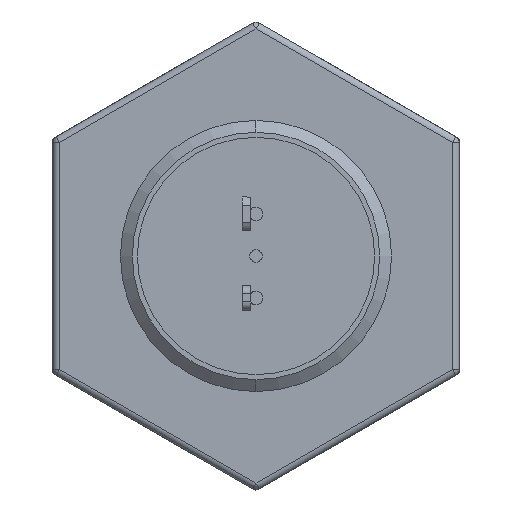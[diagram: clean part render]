
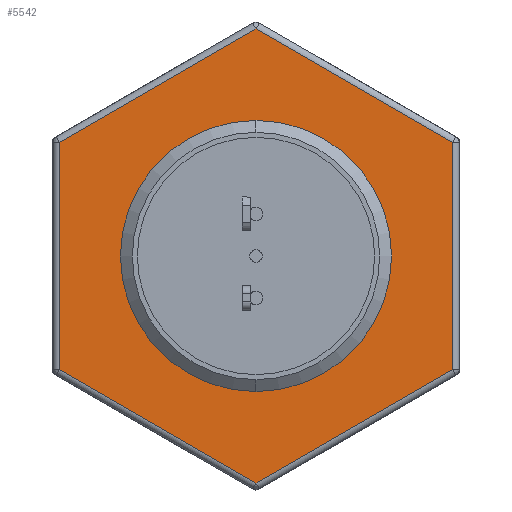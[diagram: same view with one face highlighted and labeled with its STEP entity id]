
A CAD part, front view. The second image highlights one B-rep face of the part: STEP entity #5542.
In plain terms, the highlighted planar face has unit normal (0, -1, 0).
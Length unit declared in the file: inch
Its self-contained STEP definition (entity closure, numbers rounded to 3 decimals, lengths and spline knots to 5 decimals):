
#82 = AXIS2_PLACEMENT_3D ( 'NONE', #3949, #3957, #3958 ) ;
#1267 = EDGE_CURVE ( 'NONE', #6865, #6870, #2747, .T. ) ;
#1268 = EDGE_CURVE ( 'NONE', #2050, #2056, #2749, .T. ) ;
#1269 = EDGE_CURVE ( 'NONE', #2057, #2050, #2751, .T. ) ;
#1270 = EDGE_CURVE ( 'NONE', #2054, #2057, #2754, .T. ) ;
#1271 = EDGE_CURVE ( 'NONE', #2055, #2054, #2756, .T. ) ;
#1272 = EDGE_CURVE ( 'NONE', #2044, #2055, #2758, .T. ) ;
#1273 = EDGE_CURVE ( 'NONE', #2056, #2044, #2760, .T. ) ;
#1438 = EDGE_CURVE ( 'NONE', #6870, #6865, #2978, .T. ) ;
#2044 = VERTEX_POINT ( 'NONE', #8375 ) ;
#2050 = VERTEX_POINT ( 'NONE', #8285 ) ;
#2054 = VERTEX_POINT ( 'NONE', #8010 ) ;
#2055 = VERTEX_POINT ( 'NONE', #8009 ) ;
#2056 = VERTEX_POINT ( 'NONE', #8008 ) ;
#2057 = VERTEX_POINT ( 'NONE', #8548 ) ;
#2747 = CIRCLE ( 'NONE', #5711, 0.48088 ) ;
#2749 = LINE ( 'NONE', #4349, #2753 ) ;
#2751 = LINE ( 'NONE', #4351, #2755 ) ;
#2753 = VECTOR ( 'NONE', #4368, 39.37008 ) ;
#2754 = LINE ( 'NONE', #4344, #2757 ) ;
#2755 = VECTOR ( 'NONE', #4345, 39.37008 ) ;
#2756 = LINE ( 'NONE', #4341, #2759 ) ;
#2757 = VECTOR ( 'NONE', #4342, 39.37008 ) ;
#2758 = LINE ( 'NONE', #4338, #2761 ) ;
#2759 = VECTOR ( 'NONE', #4340, 39.37008 ) ;
#2760 = LINE ( 'NONE', #4336, #2763 ) ;
#2761 = VECTOR ( 'NONE', #4337, 39.37008 ) ;
#2763 = VECTOR ( 'NONE', #4335, 39.37008 ) ;
#2978 = CIRCLE ( 'NONE', #5784, 0.48088 ) ;
#3949 = CARTESIAN_POINT ( 'NONE',  ( -0.75, -2.097, 1.29904 ) ) ;
#3954 = PLANE ( 'NONE',  #82 ) ;
#3957 = DIRECTION ( 'NONE',  ( 0., -1., 0. ) ) ;
#3958 = DIRECTION ( 'NONE',  ( 0., 0., -1. ) ) ;
#4335 = DIRECTION ( 'NONE',  ( -0.866, 0., -0.5 ) ) ;
#4336 = CARTESIAN_POINT ( 'NONE',  ( 0., -2.097, 0.83716 ) ) ;
#4337 = DIRECTION ( 'NONE',  ( 0., 0., -1. ) ) ;
#4338 = CARTESIAN_POINT ( 'NONE',  ( -0.725, -2.097, 1.29904 ) ) ;
#4340 = DIRECTION ( 'NONE',  ( 0.866, 0., -0.5 ) ) ;
#4341 = CARTESIAN_POINT ( 'NONE',  ( -0.725, -2.097, -0.41858 ) ) ;
#4342 = DIRECTION ( 'NONE',  ( 0.866, 0., 0.5 ) ) ;
#4344 = CARTESIAN_POINT ( 'NONE',  ( 0., -2.097, -0.83716 ) ) ;
#4345 = DIRECTION ( 'NONE',  ( 0., 0., 1. ) ) ;
#4346 = DIRECTION ( 'NONE',  ( 0., 0., -1. ) ) ;
#4347 = DIRECTION ( 'NONE',  ( 0., -1., 0. ) ) ;
#4348 = CARTESIAN_POINT ( 'NONE',  ( 0., -2.097, 0. ) ) ;
#4349 = CARTESIAN_POINT ( 'NONE',  ( 0.725, -2.097, 0.41858 ) ) ;
#4351 = CARTESIAN_POINT ( 'NONE',  ( 0.725, -2.097, 1.29904 ) ) ;
#4368 = DIRECTION ( 'NONE',  ( -0.866, 0., 0.5 ) ) ;
#4982 = CARTESIAN_POINT ( 'NONE',  ( 0., -2.097, 0.48088 ) ) ;
#4987 = CARTESIAN_POINT ( 'NONE',  ( 0., -2.097, -0.48088 ) ) ;
#5542 = ADVANCED_FACE ( 'NONE', ( #6224, #6227 ), #3954, .T. ) ;
#5711 = AXIS2_PLACEMENT_3D ( 'NONE', #4348, #4347, #4346 ) ;
#5784 = AXIS2_PLACEMENT_3D ( 'NONE', #8579, #8578, #8577 ) ;
#6097 = EDGE_LOOP ( 'NONE', ( #6508, #6507, #6506, #6505, #6504, #6503 ) ) ;
#6106 = EDGE_LOOP ( 'NONE', ( #6510, #6509 ) ) ;
#6224 = FACE_BOUND ( 'NONE', #6106, .T. ) ;
#6227 = FACE_OUTER_BOUND ( 'NONE', #6097, .T. ) ;
#6503 = ORIENTED_EDGE ( 'NONE', *, *, #1270, .T. ) ;
#6504 = ORIENTED_EDGE ( 'NONE', *, *, #1271, .T. ) ;
#6505 = ORIENTED_EDGE ( 'NONE', *, *, #1272, .T. ) ;
#6506 = ORIENTED_EDGE ( 'NONE', *, *, #1273, .T. ) ;
#6507 = ORIENTED_EDGE ( 'NONE', *, *, #1268, .T. ) ;
#6508 = ORIENTED_EDGE ( 'NONE', *, *, #1269, .T. ) ;
#6509 = ORIENTED_EDGE ( 'NONE', *, *, #1267, .F. ) ;
#6510 = ORIENTED_EDGE ( 'NONE', *, *, #1438, .F. ) ;
#6865 = VERTEX_POINT ( 'NONE', #4982 ) ;
#6870 = VERTEX_POINT ( 'NONE', #4987 ) ;
#8008 = CARTESIAN_POINT ( 'NONE',  ( 0., -2.097, 0.83716 ) ) ;
#8009 = CARTESIAN_POINT ( 'NONE',  ( -0.725, -2.097, -0.41858 ) ) ;
#8010 = CARTESIAN_POINT ( 'NONE',  ( 0., -2.097, -0.83716 ) ) ;
#8285 = CARTESIAN_POINT ( 'NONE',  ( 0.725, -2.097, 0.41858 ) ) ;
#8375 = CARTESIAN_POINT ( 'NONE',  ( -0.725, -2.097, 0.41858 ) ) ;
#8548 = CARTESIAN_POINT ( 'NONE',  ( 0.725, -2.097, -0.41858 ) ) ;
#8577 = DIRECTION ( 'NONE',  ( 0., 0., -1. ) ) ;
#8578 = DIRECTION ( 'NONE',  ( 0., -1., 0. ) ) ;
#8579 = CARTESIAN_POINT ( 'NONE',  ( 0., -2.097, 0. ) ) ;
